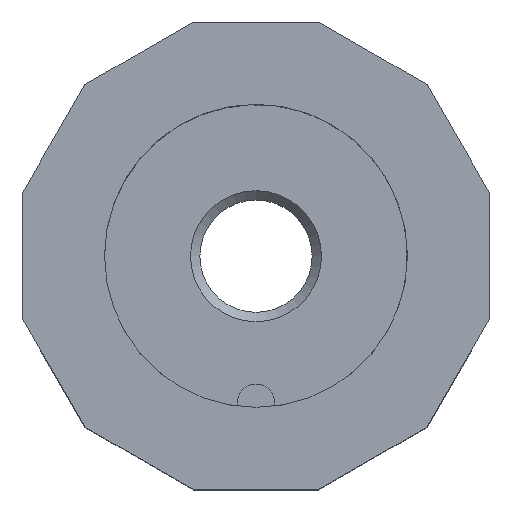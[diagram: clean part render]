
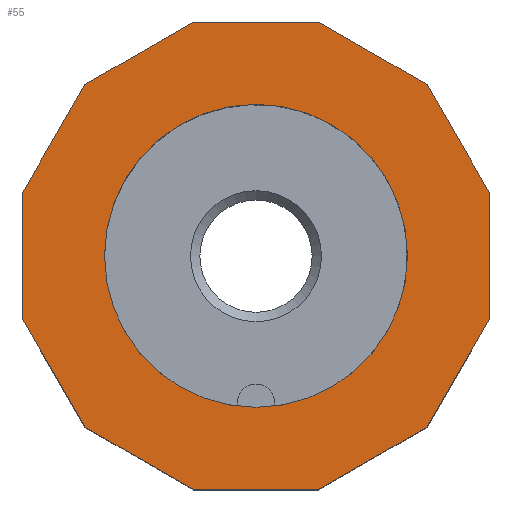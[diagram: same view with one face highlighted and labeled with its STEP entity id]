
A CAD part, top view. The second image highlights one B-rep face of the part: STEP entity #55.
In plain terms, the highlighted planar face has unit normal (0, 0, 1).
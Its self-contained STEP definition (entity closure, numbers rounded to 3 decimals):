
#55=ADVANCED_FACE('',(#149,#151),#153,.T.);
#149=FACE_BOUND('',#150,.T.);
#150=EDGE_LOOP('',(#399,#400,#401,#402,#403,#404,#405,#406,#407,#408,#409,#410));
#151=FACE_BOUND('',#152,.T.);
#152=EDGE_LOOP('',(#411));
#153=PLANE('',#154);
#154=AXIS2_PLACEMENT_3D('',#155,#156,#157);
#155=CARTESIAN_POINT('',(0.,0.,14.));
#156=DIRECTION('',(0.,0.,1.));
#157=DIRECTION('',(-1.,0.,0.));
#399=ORIENTED_EDGE('',*,*,#556,.T.);
#400=ORIENTED_EDGE('',*,*,#557,.T.);
#401=ORIENTED_EDGE('',*,*,#529,.T.);
#402=ORIENTED_EDGE('',*,*,#558,.T.);
#403=ORIENTED_EDGE('',*,*,#559,.T.);
#404=ORIENTED_EDGE('',*,*,#560,.T.);
#405=ORIENTED_EDGE('',*,*,#561,.T.);
#406=ORIENTED_EDGE('',*,*,#562,.T.);
#407=ORIENTED_EDGE('',*,*,#524,.T.);
#408=ORIENTED_EDGE('',*,*,#555,.T.);
#409=ORIENTED_EDGE('',*,*,#563,.T.);
#410=ORIENTED_EDGE('',*,*,#564,.T.);
#411=ORIENTED_EDGE('',*,*,#537,.T.);
#524=EDGE_CURVE('',#608,#606,#609,.T.);
#529=EDGE_CURVE('',#618,#616,#619,.T.);
#537=EDGE_CURVE('',#633,#633,#634,.F.);
#555=EDGE_CURVE('',#606,#667,#669,.T.);
#556=EDGE_CURVE('',#670,#671,#672,.T.);
#557=EDGE_CURVE('',#671,#618,#673,.T.);
#558=EDGE_CURVE('',#616,#674,#675,.T.);
#559=EDGE_CURVE('',#674,#676,#677,.T.);
#560=EDGE_CURVE('',#676,#678,#679,.T.);
#561=EDGE_CURVE('',#678,#680,#681,.T.);
#562=EDGE_CURVE('',#680,#608,#682,.T.);
#563=EDGE_CURVE('',#667,#683,#684,.T.);
#564=EDGE_CURVE('',#683,#670,#685,.T.);
#606=VERTEX_POINT('',#742);
#608=VERTEX_POINT('',#746);
#609=LINE('',#747,#748);
#616=VERTEX_POINT('',#763);
#618=VERTEX_POINT('',#767);
#619=LINE('',#768,#769);
#633=VERTEX_POINT('',#802);
#634=CIRCLE('',#803,8.1);
#667=VERTEX_POINT('',#999);
#669=LINE('',#1003,#1004);
#670=VERTEX_POINT('',#1006);
#671=VERTEX_POINT('',#1007);
#672=LINE('',#1008,#1009);
#673=LINE('',#1011,#1012);
#674=VERTEX_POINT('',#1014);
#675=LINE('',#1015,#1016);
#676=VERTEX_POINT('',#1018);
#677=LINE('',#1019,#1020);
#678=VERTEX_POINT('',#1022);
#679=LINE('',#1023,#1024);
#680=VERTEX_POINT('',#1026);
#681=LINE('',#1027,#1028);
#682=LINE('',#1030,#1031);
#683=VERTEX_POINT('',#1033);
#684=LINE('',#1034,#1035);
#685=LINE('',#1037,#1038);
#742=CARTESIAN_POINT('',(-3.349,12.5,14.));
#746=CARTESIAN_POINT('',(3.349,12.5,14.));
#747=CARTESIAN_POINT('',(3.349,12.5,14.));
#748=VECTOR('',#749,1.);
#749=DIRECTION('',(-1.,0.,0.));
#763=CARTESIAN_POINT('',(3.349,-12.5,14.));
#767=CARTESIAN_POINT('',(-3.349,-12.5,14.));
#768=CARTESIAN_POINT('',(-3.349,-12.5,14.));
#769=VECTOR('',#770,1.);
#770=DIRECTION('',(1.,0.,0.));
#802=CARTESIAN_POINT('',(-8.1,0.,14.));
#803=AXIS2_PLACEMENT_3D('',#804,#805,#806);
#804=CARTESIAN_POINT('',(0.,0.,14.));
#805=DIRECTION('',(0.,0.,1.));
#806=DIRECTION('',(-1.,0.,0.));
#999=CARTESIAN_POINT('',(-9.151,9.151,14.));
#1003=CARTESIAN_POINT('',(-3.349,12.5,14.));
#1004=VECTOR('',#1005,1.);
#1005=DIRECTION('',(-0.866,-0.5,0.));
#1006=CARTESIAN_POINT('',(-12.5,-3.349,14.));
#1007=CARTESIAN_POINT('',(-9.151,-9.151,14.));
#1008=CARTESIAN_POINT('',(-12.5,-3.349,14.));
#1009=VECTOR('',#1010,1.);
#1010=DIRECTION('',(0.5,-0.866,0.));
#1011=CARTESIAN_POINT('',(-9.151,-9.151,14.));
#1012=VECTOR('',#1013,1.);
#1013=DIRECTION('',(0.866,-0.5,0.));
#1014=CARTESIAN_POINT('',(9.151,-9.151,14.));
#1015=CARTESIAN_POINT('',(3.349,-12.5,14.));
#1016=VECTOR('',#1017,1.);
#1017=DIRECTION('',(0.866,0.5,0.));
#1018=CARTESIAN_POINT('',(12.5,-3.349,14.));
#1019=CARTESIAN_POINT('',(9.151,-9.151,14.));
#1020=VECTOR('',#1021,1.);
#1021=DIRECTION('',(0.5,0.866,0.));
#1022=CARTESIAN_POINT('',(12.5,3.349,14.));
#1023=CARTESIAN_POINT('',(12.5,-3.349,14.));
#1024=VECTOR('',#1025,1.);
#1025=DIRECTION('',(0.,1.,0.));
#1026=CARTESIAN_POINT('',(9.151,9.151,14.));
#1027=CARTESIAN_POINT('',(12.5,3.349,14.));
#1028=VECTOR('',#1029,1.);
#1029=DIRECTION('',(-0.5,0.866,0.));
#1030=CARTESIAN_POINT('',(9.151,9.151,14.));
#1031=VECTOR('',#1032,1.);
#1032=DIRECTION('',(-0.866,0.5,0.));
#1033=CARTESIAN_POINT('',(-12.5,3.349,14.));
#1034=CARTESIAN_POINT('',(-9.151,9.151,14.));
#1035=VECTOR('',#1036,1.);
#1036=DIRECTION('',(-0.5,-0.866,0.));
#1037=CARTESIAN_POINT('',(-12.5,3.349,14.));
#1038=VECTOR('',#1039,1.);
#1039=DIRECTION('',(0.,-1.,0.));
